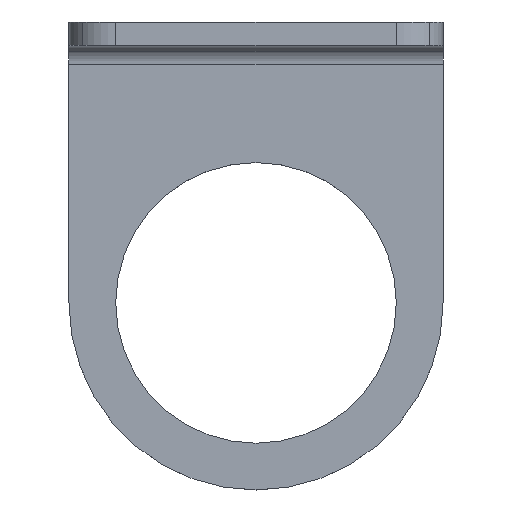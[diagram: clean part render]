
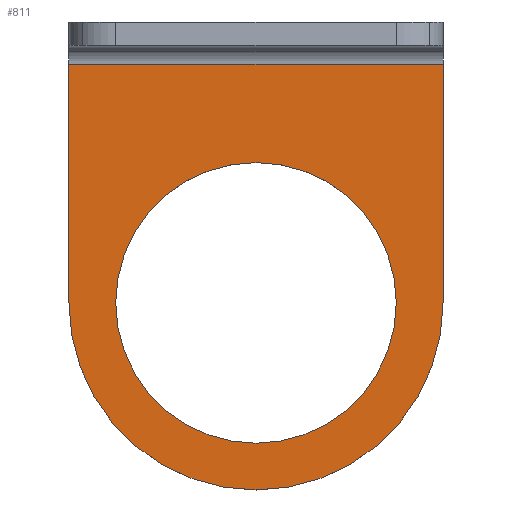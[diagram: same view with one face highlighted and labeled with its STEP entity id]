
A CAD part, top view. The second image highlights one B-rep face of the part: STEP entity #811.
In plain terms, the highlighted planar face has unit normal (0, 0, 1).
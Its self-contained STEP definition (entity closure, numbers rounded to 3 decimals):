
#49=CARTESIAN_POINT('',(-15.0,0.,2.5));
#50=VERTEX_POINT('',#49);
#59=CARTESIAN_POINT('',(15.0,0.,2.5));
#60=VERTEX_POINT('',#59);
#61=CARTESIAN_POINT('',(0.0,0.0,2.5));
#62=DIRECTION('',(0.0,0.0,-1.0));
#63=DIRECTION('',(-1.0,0.0,0.0));
#64=AXIS2_PLACEMENT_3D('',#61,#62,#63);
#65=CIRCLE('',#64,15.0);
#66=EDGE_CURVE('',#60,#50,#65,.T.);
#682=CARTESIAN_POINT('',(20.,25.5,2.5));
#683=VERTEX_POINT('',#682);
#691=CARTESIAN_POINT('',(20.0,0.,2.5));
#692=VERTEX_POINT('',#691);
#693=CARTESIAN_POINT('',(20.,25.5,2.5));
#694=DIRECTION('',(0.0,-1.0,0.0));
#695=VECTOR('',#694,25.5);
#696=LINE('',#693,#695);
#697=EDGE_CURVE('',#683,#692,#696,.T.);
#758=CARTESIAN_POINT('',(-20.0,25.5,2.5));
#759=VERTEX_POINT('',#758);
#767=CARTESIAN_POINT('',(-20.0,25.5,2.5));
#768=DIRECTION('',(1.0,0.0,0.0));
#769=VECTOR('',#768,40.0);
#770=LINE('',#767,#769);
#771=EDGE_CURVE('',#759,#683,#770,.T.);
#777=CARTESIAN_POINT('',(0.,8.467,2.5));
#778=DIRECTION('',(0.0,0.0,1.0));
#779=DIRECTION('',(1.0,0.0,0.0));
#780=AXIS2_PLACEMENT_3D('',#777,#778,#779);
#781=PLANE('',#780);
#782=ORIENTED_EDGE('',*,*,#771,.F.);
#783=CARTESIAN_POINT('',(-20.0,0.0,2.5));
#784=VERTEX_POINT('',#783);
#785=CARTESIAN_POINT('',(-20.0,0.0,2.5));
#786=DIRECTION('',(0.0,1.0,0.0));
#787=VECTOR('',#786,25.5);
#788=LINE('',#785,#787);
#789=EDGE_CURVE('',#784,#759,#788,.T.);
#790=ORIENTED_EDGE('',*,*,#789,.F.);
#791=CARTESIAN_POINT('',(0.0,0.0,2.5));
#792=DIRECTION('',(0.0,0.0,-1.0));
#793=DIRECTION('',(1.0,0.0,0.0));
#794=AXIS2_PLACEMENT_3D('',#791,#792,#793);
#795=CIRCLE('',#794,20.0);
#796=EDGE_CURVE('',#692,#784,#795,.T.);
#797=ORIENTED_EDGE('',*,*,#796,.F.);
#798=ORIENTED_EDGE('',*,*,#697,.F.);
#799=EDGE_LOOP('',(#782,#790,#797,#798));
#800=FACE_OUTER_BOUND('',#799,.T.);
#801=ORIENTED_EDGE('',*,*,#66,.T.);
#802=CARTESIAN_POINT('',(0.0,0.0,2.5));
#803=DIRECTION('',(0.0,0.0,-1.0));
#804=DIRECTION('',(-1.0,0.0,0.0));
#805=AXIS2_PLACEMENT_3D('',#802,#803,#804);
#806=CIRCLE('',#805,15.0);
#807=EDGE_CURVE('',#50,#60,#806,.T.);
#808=ORIENTED_EDGE('',*,*,#807,.T.);
#809=EDGE_LOOP('',(#801,#808));
#810=FACE_BOUND('',#809,.T.);
#811=ADVANCED_FACE('',(#800,#810),#781,.T.);
